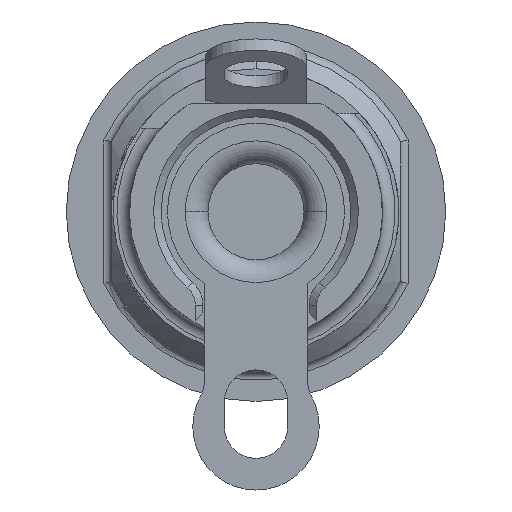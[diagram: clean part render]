
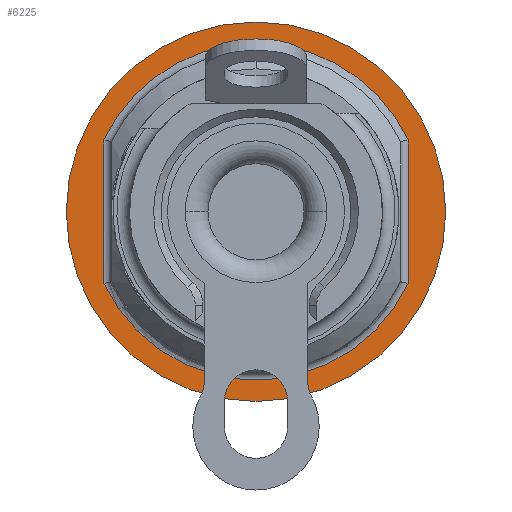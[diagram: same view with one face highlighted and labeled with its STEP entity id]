
A CAD part, front view. The second image highlights one B-rep face of the part: STEP entity #6225.
In plain terms, the highlighted planar face has unit normal (0, -1, 0).
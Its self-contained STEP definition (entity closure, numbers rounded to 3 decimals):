
#192 = CIRCLE ( 'NONE', #4587, 6.65 ) ;
#294 = CIRCLE ( 'NONE', #882, 7.5 ) ;
#616 = EDGE_CURVE ( 'NONE', #7266, #12513, #5735, .T. ) ;
#882 = AXIS2_PLACEMENT_3D ( 'NONE', #11421, #8675, #3491 ) ;
#977 = CARTESIAN_POINT ( 'NONE',  ( 6.015, 26.6, 2.836 ) ) ;
#1508 = AXIS2_PLACEMENT_3D ( 'NONE', #16042, #5438, #12002 ) ;
#1593 = EDGE_CURVE ( 'NONE', #2938, #12611, #192, .T. ) ;
#1701 = LINE ( 'NONE', #6338, #10797 ) ;
#2178 = ORIENTED_EDGE ( 'NONE', *, *, #10598, .F. ) ;
#2563 = EDGE_LOOP ( 'NONE', ( #3607, #6936, #15737, #12905, #5685 ) ) ;
#2917 = PLANE ( 'NONE',  #1508 ) ;
#2938 = VERTEX_POINT ( 'NONE', #15324 ) ;
#3042 = CARTESIAN_POINT ( 'NONE',  ( 0., 26.6, 0. ) ) ;
#3062 = EDGE_CURVE ( 'NONE', #14619, #9638, #294, .T. ) ;
#3254 = CARTESIAN_POINT ( 'NONE',  ( 6.015, 26.6, -2.836 ) ) ;
#3491 = DIRECTION ( 'NONE',  ( 0., 0., 1. ) ) ;
#3607 = ORIENTED_EDGE ( 'NONE', *, *, #616, .T. ) ;
#3650 = CARTESIAN_POINT ( 'NONE',  ( 0., 26.6, 0. ) ) ;
#3769 = CARTESIAN_POINT ( 'NONE',  ( 0., 26.6, 0. ) ) ;
#4124 = EDGE_CURVE ( 'NONE', #12513, #9192, #1701, .T. ) ;
#4587 = AXIS2_PLACEMENT_3D ( 'NONE', #3769, #14383, #6418 ) ;
#4897 = DIRECTION ( 'NONE',  ( 0., 0., 1. ) ) ;
#5144 = CARTESIAN_POINT ( 'NONE',  ( 0., 26.6, 7.5 ) ) ;
#5438 = DIRECTION ( 'NONE',  ( 0., 1., 0. ) ) ;
#5616 = DIRECTION ( 'NONE',  ( 0., 0., 1. ) ) ;
#5646 = ORIENTED_EDGE ( 'NONE', *, *, #3062, .F. ) ;
#5677 = CARTESIAN_POINT ( 'NONE',  ( -6.015, 26.6, 2.836 ) ) ;
#5685 = ORIENTED_EDGE ( 'NONE', *, *, #8777, .T. ) ;
#5695 = CARTESIAN_POINT ( 'NONE',  ( 0., 26.6, -7.5 ) ) ;
#5735 = CIRCLE ( 'NONE', #13985, 6.65 ) ;
#6098 = FACE_OUTER_BOUND ( 'NONE', #8953, .T. ) ;
#6225 = ADVANCED_FACE ( 'NONE', ( #14186, #6098 ), #2917, .F. ) ;
#6309 = DIRECTION ( 'NONE',  ( 0., 1., 0. ) ) ;
#6338 = CARTESIAN_POINT ( 'NONE',  ( -6.015, 26.6, 0. ) ) ;
#6418 = DIRECTION ( 'NONE',  ( 0., 0., 1. ) ) ;
#6936 = ORIENTED_EDGE ( 'NONE', *, *, #4124, .T. ) ;
#7266 = VERTEX_POINT ( 'NONE', #3254 ) ;
#7421 = CARTESIAN_POINT ( 'NONE',  ( -6.015, 26.6, -2.836 ) ) ;
#8675 = DIRECTION ( 'NONE',  ( 0., 1., 0. ) ) ;
#8777 = EDGE_CURVE ( 'NONE', #12611, #7266, #11856, .T. ) ;
#8875 = DIRECTION ( 'NONE',  ( 0., 0., 1. ) ) ;
#8953 = EDGE_LOOP ( 'NONE', ( #5646, #2178 ) ) ;
#9192 = VERTEX_POINT ( 'NONE', #5677 ) ;
#9638 = VERTEX_POINT ( 'NONE', #5695 ) ;
#9722 = CARTESIAN_POINT ( 'NONE',  ( 6.015, 26.6, 0. ) ) ;
#10598 = EDGE_CURVE ( 'NONE', #9638, #14619, #12822, .T. ) ;
#10797 = VECTOR ( 'NONE', #8875, 1000. ) ;
#11184 = AXIS2_PLACEMENT_3D ( 'NONE', #3042, #12406, #5616 ) ;
#11337 = CIRCLE ( 'NONE', #12698, 6.65 ) ;
#11421 = CARTESIAN_POINT ( 'NONE',  ( 0., 26.6, 0. ) ) ;
#11648 = CARTESIAN_POINT ( 'NONE',  ( 0., 26.6, 0. ) ) ;
#11856 = LINE ( 'NONE', #9722, #16380 ) ;
#12002 = DIRECTION ( 'NONE',  ( 0., 0., 1. ) ) ;
#12406 = DIRECTION ( 'NONE',  ( 0., 1., 0. ) ) ;
#12513 = VERTEX_POINT ( 'NONE', #7421 ) ;
#12611 = VERTEX_POINT ( 'NONE', #977 ) ;
#12698 = AXIS2_PLACEMENT_3D ( 'NONE', #11648, #6309, #14326 ) ;
#12822 = CIRCLE ( 'NONE', #11184, 7.5 ) ;
#12905 = ORIENTED_EDGE ( 'NONE', *, *, #1593, .T. ) ;
#13985 = AXIS2_PLACEMENT_3D ( 'NONE', #3650, #15688, #4897 ) ;
#14186 = FACE_BOUND ( 'NONE', #2563, .T. ) ;
#14326 = DIRECTION ( 'NONE',  ( 0., 0., 1. ) ) ;
#14383 = DIRECTION ( 'NONE',  ( 0., 1., 0. ) ) ;
#14619 = VERTEX_POINT ( 'NONE', #5144 ) ;
#14656 = EDGE_CURVE ( 'NONE', #9192, #2938, #11337, .T. ) ;
#15324 = CARTESIAN_POINT ( 'NONE',  ( 0., 26.6, 6.65 ) ) ;
#15688 = DIRECTION ( 'NONE',  ( 0., 1., 0. ) ) ;
#15737 = ORIENTED_EDGE ( 'NONE', *, *, #14656, .T. ) ;
#16042 = CARTESIAN_POINT ( 'NONE',  ( 7.5, 26.6, 0. ) ) ;
#16270 = DIRECTION ( 'NONE',  ( 0., 0., -1. ) ) ;
#16380 = VECTOR ( 'NONE', #16270, 1000. ) ;
